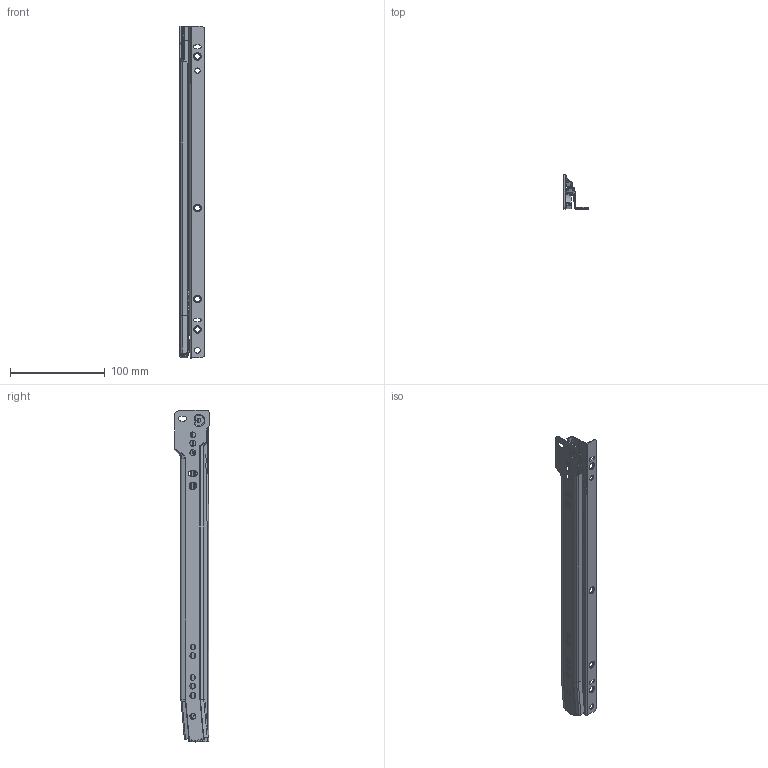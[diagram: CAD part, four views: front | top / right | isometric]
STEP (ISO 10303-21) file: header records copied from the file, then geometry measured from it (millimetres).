
FILE_DESCRIPTION (( 'STEP AP214' ), '1' );
FILE_NAME ('FR_2021.0350mm_14inch_closed_left.STEP', '2022-11-15T07:59:59', ( '' ), ( '' ), 'SwSTEP 2.0', 'SolidWorks 2020', '' );
FILE_SCHEMA (( 'AUTOMOTIVE_DESIGN' ));
Length unit declared in the file: millimetre
Products named in the file (5): 2021.XXX-01.W010.li_NL 350 Topf Standard; 2021.XXX-03.W150_NL 350 li ge; 2021.XXX-03.W150.li_NL 350; FR_2021.0350mm_14inch_closed_left; 2021.XXX-01.W010.li_NL 350
Assembly tree (4 placements, depth 3):
  FR_2021.0350mm_14inch_closed_left
    2021.XXX-01.W010.li_NL 350
      2021.XXX-01.W010.li_NL 350 Topf Standard
    2021.XXX-03.W150.li_NL 350
      2021.XXX-03.W150_NL 350 li ge
Bounding box: 25.5 x 36.4 x 350.01 mm (x, y, z)
Volume: 34505.2 mm3; surface area: 56485.2 mm2
Topology: 2 solids, 2 shells, 659 faces, 1557 edges, 976 vertices
Faces by surface type: cylinder 309, plane 236, bspline 45, cone 44, torus 19, sphere 6
Entity records: 21463 total; most frequent: CARTESIAN_POINT 5639, DIRECTION 3349, ORIENTED_EDGE 3112, EDGE_CURVE 1556, AXIS2_PLACEMENT_3D 1294, VERTEX_POINT 976, EDGE_LOOP 792, VECTOR 761
